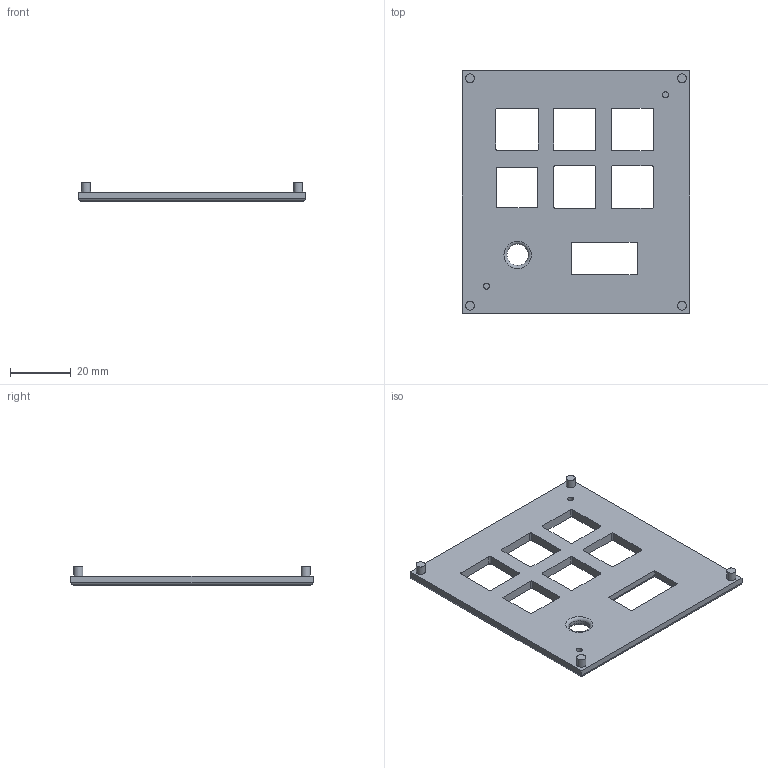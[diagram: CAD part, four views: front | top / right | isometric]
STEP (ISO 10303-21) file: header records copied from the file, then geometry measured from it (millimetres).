
FILE_DESCRIPTION(('FreeCAD Model'),'2;1');
FILE_NAME('Open CASCADE Shape Model','2025-10-02T02:59:41',(''),(''), 'Open CASCADE STEP processor 7.8','FreeCAD','Unknown');
FILE_SCHEMA(('AUTOMOTIVE_DESIGN { 1 0 10303 214 1 1 1 1 }'));
Length unit declared in the file: millimetre
Products named in the file (1): Body
Bounding box: 75 x 80 x 6 mm (x, y, z)
Volume: 13678.7 mm3; surface area: 11269 mm2
Topology: 1 solids, 1 shells, 81 faces, 209 edges, 136 vertices
Faces by surface type: plane 40, cylinder 39, torus 2
Full cylindrical faces by diameter (mm): 2 x2, 3 x4, 7 x1
Entity records: 2531 total; most frequent: DIRECTION 447, CARTESIAN_POINT 427, ORIENTED_EDGE 418, EDGE_CURVE 209, AXIS2_PLACEMENT_3D 156, VERTEX_POINT 136, LINE 135, VECTOR 135
